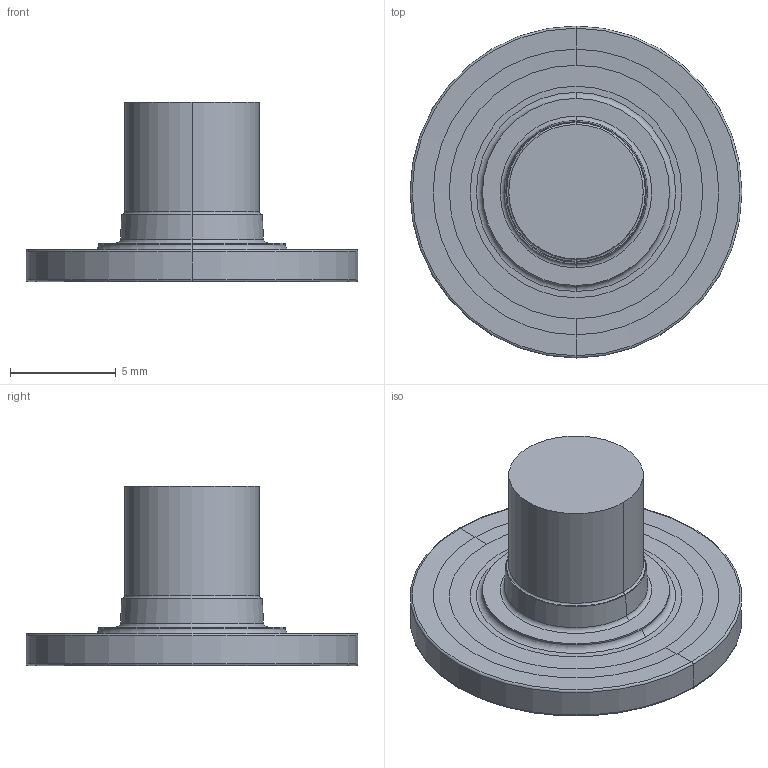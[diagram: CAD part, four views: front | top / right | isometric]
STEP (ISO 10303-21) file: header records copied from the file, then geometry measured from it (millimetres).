
FILE_DESCRIPTION((''),'2;1');
FILE_NAME('16T15715T6RK01','2015-11-21T',('thielmann'),(''),'PRO/ENGINEER BY PARAMETRIC TECHNOLOGY CORPORATION, 2011490','PRO/ENGINEER BY PARAMETRIC TECHNOLOGY CORPORATION, 2011490','');
FILE_SCHEMA(('AUTOMOTIVE_DESIGN { 1 2 10303 214 0 1 1 1 }'));
Length unit declared in the file: millimetre
Products named in the file (3): NOCUT; CUT; 16T15715T6RK01
Assembly tree (2 placements, depth 2):
  16T15715T6RK01
    NOCUT
    CUT
Bounding box: 15.69 x 15.69 x 8.47 mm (x, y, z)
Volume: 489.1 mm3; surface area: 667.2 mm2
Topology: 2 solids, 2 shells, 35 faces, 70 edges, 44 vertices
Faces by surface type: cylinder 10, torus 10, cone 8, plane 7
Entity records: 1385 total; most frequent: DIRECTION 218, CARTESIAN_POINT 166, ORIENTED_EDGE 136, AXIS2_PLACEMENT_3D 99, PRESENTATION_STYLE_ASSIGNMENT 77, STYLED_ITEM 77, CURVE_STYLE 75, EDGE_CURVE 68
